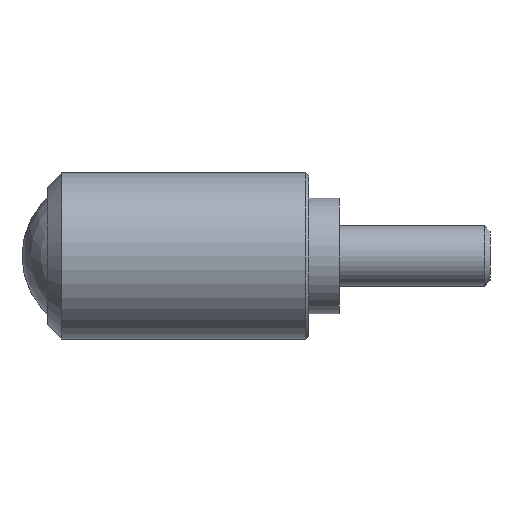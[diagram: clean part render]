
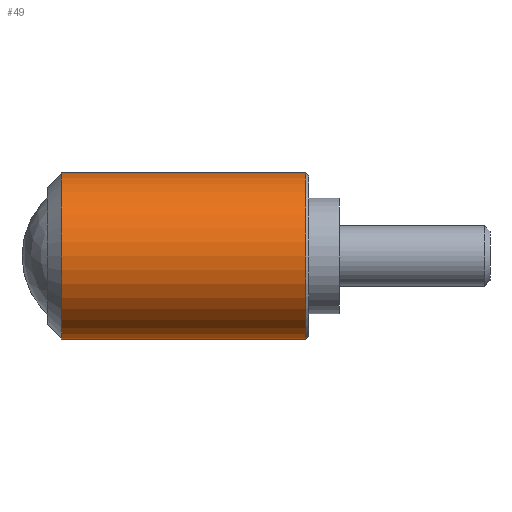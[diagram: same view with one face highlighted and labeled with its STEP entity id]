
A CAD part, left-side view. The second image highlights one B-rep face of the part: STEP entity #49.
In plain terms, the highlighted cylindrical face has radius 16.5 mm (diameter 33 mm), a full revolution.
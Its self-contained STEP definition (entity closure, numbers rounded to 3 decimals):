
#49 = ADVANCED_FACE( '', ( #103, #104, #105 ), #106, .T. );
#103 = FACE_OUTER_BOUND( '', #161, .T. );
#104 = FACE_BOUND( '', #162, .T. );
#105 = FACE_OUTER_BOUND( '', #163, .T. );
#106 = CYLINDRICAL_SURFACE( '', #164, 16.5 );
#161 = EDGE_LOOP( '', ( #225 ) );
#162 = EDGE_LOOP( '', ( #226 ) );
#163 = EDGE_LOOP( '', ( #227 ) );
#164 = AXIS2_PLACEMENT_3D( '', #228, #229, #230 );
#225 = ORIENTED_EDGE( '', *, *, #280, .F. );
#226 = ORIENTED_EDGE( '', *, *, #268, .F. );
#227 = ORIENTED_EDGE( '', *, *, #282, .T. );
#228 = CARTESIAN_POINT( '', ( 0., -30., 0. ) );
#229 = DIRECTION( '', ( 0., 1., 0. ) );
#230 = DIRECTION( '', ( 0., 0., -1. ) );
#268 = EDGE_CURVE( '', #295, #295, #296, .T. );
#280 = EDGE_CURVE( '', #312, #312, #313, .T. );
#282 = EDGE_CURVE( '', #315, #315, #316, .T. );
#295 = VERTEX_POINT( '', #332 );
#296 = B_SPLINE_CURVE_WITH_KNOTS( '', 3, ( #333, #334, #335, #336, #337, #338, #339, #340, #341, #342, #343, #344, #345, #346, #347, #348, #349, #350, #351, #352, #353, #354, #355, #356, #357, #358, #359, #360, #361, #362, #363, #364, #365, #366, #367, #368, #369, #370, #371, #372, #373, #374, #375, #376, #377, #378, #379, #380, #381, #382, #383, #384, #385, #386, #387, #388, #389, #390, #391, #392, #393, #394, #395, #396, #397, #398, #399, #400, #401, #402, #403, #404, #405, #406, #407, #408, #409, #410, #411, #412, #413, #414, #415, #416, #417 ), .UNSPECIFIED., .T., .F., ( 2, 2, 2, 2, 2, 2, 2, 2, 2, 2, 2, 2, 2, 2, 2, 2, 2, 2, 2, 2, 2, 2, 1, 2, 2, 2, 2, 2, 2, 2, 2, 2, 2, 2, 2, 2, 2, 2, 2, 2, 2, 2, 2, 2, 2 ), ( -0.001, 0., 0.001, 0.002, 0.003, 0.004, 0.004, 0.005, 0.006, 0.008, 0.008, 0.009, 0.01, 0.012, 0.013, 0.014, 0.015, 0.017, 0.017, 0.018, 0.019, 0.02, 0.021, 0.021, 0.022, 0.023, 0.024, 0.024, 0.026, 0.027, 0.028, 0.028, 0.03, 0.031, 0.032, 0.033, 0.034, 0.035, 0.036, 0.037, 0.037, 0.038, 0.04, 0.041, 0.042 ), .UNSPECIFIED. );
#312 = VERTEX_POINT( '', #433 );
#313 = CIRCLE( '', #434, 16.5 );
#315 = VERTEX_POINT( '', #436 );
#316 = CIRCLE( '', #437, 16.5 );
#332 = CARTESIAN_POINT( '', ( 15.166, 47., -6.5 ) );
#333 = CARTESIAN_POINT( '', ( 15.166, 46.566, -6.5 ) );
#334 = CARTESIAN_POINT( '', ( 15.166, 47.434, -6.5 ) );
#335 = CARTESIAN_POINT( '', ( 15.184, 47.86, -6.457 ) );
#336 = CARTESIAN_POINT( '', ( 15.237, 48.487, -6.331 ) );
#337 = CARTESIAN_POINT( '', ( 15.259, 48.694, -6.279 ) );
#338 = CARTESIAN_POINT( '', ( 15.31, 49.105, -6.154 ) );
#339 = CARTESIAN_POINT( '', ( 15.339, 49.307, -6.08 ) );
#340 = CARTESIAN_POINT( '', ( 15.435, 49.895, -5.835 ) );
#341 = CARTESIAN_POINT( '', ( 15.51, 50.267, -5.635 ) );
#342 = CARTESIAN_POINT( '', ( 15.632, 50.794, -5.282 ) );
#343 = CARTESIAN_POINT( '', ( 15.675, 50.965, -5.155 ) );
#344 = CARTESIAN_POINT( '', ( 15.76, 51.291, -4.887 ) );
#345 = CARTESIAN_POINT( '', ( 15.804, 51.447, -4.746 ) );
#346 = CARTESIAN_POINT( '', ( 15.933, 51.892, -4.301 ) );
#347 = CARTESIAN_POINT( '', ( 16.018, 52.16, -3.976 ) );
#348 = CARTESIAN_POINT( '', ( 16.177, 52.634, -3.269 ) );
#349 = CARTESIAN_POINT( '', ( 16.248, 52.834, -2.897 ) );
#350 = CARTESIAN_POINT( '', ( 16.338, 53.079, -2.312 ) );
#351 = CARTESIAN_POINT( '', ( 16.366, 53.151, -2.112 ) );
#352 = CARTESIAN_POINT( '', ( 16.413, 53.277, -1.703 ) );
#353 = CARTESIAN_POINT( '', ( 16.434, 53.33, -1.492 ) );
#354 = CARTESIAN_POINT( '', ( 16.483, 53.457, -0.861 ) );
#355 = CARTESIAN_POINT( '', ( 16.5, 53.499, -0.437 ) );
#356 = CARTESIAN_POINT( '', ( 16.5, 53.501, 0.421 ) );
#357 = CARTESIAN_POINT( '', ( 16.483, 53.457, 0.857 ) );
#358 = CARTESIAN_POINT( '', ( 16.418, 53.29, 1.694 ) );
#359 = CARTESIAN_POINT( '', ( 16.37, 53.166, 2.102 ) );
#360 = CARTESIAN_POINT( '', ( 16.249, 52.835, 2.895 ) );
#361 = CARTESIAN_POINT( '', ( 16.177, 52.635, 3.268 ) );
#362 = CARTESIAN_POINT( '', ( 16.02, 52.166, 3.968 ) );
#363 = CARTESIAN_POINT( '', ( 15.933, 51.894, 4.298 ) );
#364 = CARTESIAN_POINT( '', ( 15.761, 51.299, 4.894 ) );
#365 = CARTESIAN_POINT( '', ( 15.674, 50.975, 5.16 ) );
#366 = CARTESIAN_POINT( '', ( 15.552, 50.45, 5.513 ) );
#367 = CARTESIAN_POINT( '', ( 15.512, 50.266, 5.624 ) );
#368 = CARTESIAN_POINT( '', ( 15.438, 49.892, 5.825 ) );
#369 = CARTESIAN_POINT( '', ( 15.403, 49.701, 5.916 ) );
#370 = CARTESIAN_POINT( '', ( 15.308, 49.116, 6.16 ) );
#371 = CARTESIAN_POINT( '', ( 15.256, 48.711, 6.286 ) );
#372 = CARTESIAN_POINT( '', ( 15.202, 48.077, 6.414 ) );
#373 = CARTESIAN_POINT( '', ( 15.189, 47.863, 6.446 ) );
#374 = CARTESIAN_POINT( '', ( 15.171, 47.436, 6.489 ) );
#375 = CARTESIAN_POINT( '', ( 15.161, 47.009, 6.511 ) );
#376 = CARTESIAN_POINT( '', ( 15.17, 46.581, 6.49 ) );
#377 = CARTESIAN_POINT( '', ( 15.188, 46.153, 6.448 ) );
#378 = CARTESIAN_POINT( '', ( 15.201, 45.938, 6.416 ) );
#379 = CARTESIAN_POINT( '', ( 15.254, 45.306, 6.29 ) );
#380 = CARTESIAN_POINT( '', ( 15.306, 44.899, 6.166 ) );
#381 = CARTESIAN_POINT( '', ( 15.401, 44.31, 5.921 ) );
#382 = CARTESIAN_POINT( '', ( 15.437, 44.116, 5.829 ) );
#383 = CARTESIAN_POINT( '', ( 15.511, 43.741, 5.628 ) );
#384 = CARTESIAN_POINT( '', ( 15.55, 43.56, 5.519 ) );
#385 = CARTESIAN_POINT( '', ( 15.672, 43.035, 5.168 ) );
#386 = CARTESIAN_POINT( '', ( 15.759, 42.709, 4.901 ) );
#387 = CARTESIAN_POINT( '', ( 15.933, 42.108, 4.301 ) );
#388 = CARTESIAN_POINT( '', ( 16.018, 41.841, 3.977 ) );
#389 = CARTESIAN_POINT( '', ( 16.136, 41.489, 3.453 ) );
#390 = CARTESIAN_POINT( '', ( 16.173, 41.38, 3.273 ) );
#391 = CARTESIAN_POINT( '', ( 16.245, 41.178, 2.898 ) );
#392 = CARTESIAN_POINT( '', ( 16.278, 41.085, 2.704 ) );
#393 = CARTESIAN_POINT( '', ( 16.369, 40.839, 2.115 ) );
#394 = CARTESIAN_POINT( '', ( 16.417, 40.714, 1.709 ) );
#395 = CARTESIAN_POINT( '', ( 16.482, 40.544, 0.871 ) );
#396 = CARTESIAN_POINT( '', ( 16.5, 40.5, 0.435 ) );
#397 = CARTESIAN_POINT( '', ( 16.5, 40.5, -0.421 ) );
#398 = CARTESIAN_POINT( '', ( 16.484, 40.541, -0.847 ) );
#399 = CARTESIAN_POINT( '', ( 16.418, 40.71, -1.694 ) );
#400 = CARTESIAN_POINT( '', ( 16.37, 40.835, -2.104 ) );
#401 = CARTESIAN_POINT( '', ( 16.28, 41.08, -2.692 ) );
#402 = CARTESIAN_POINT( '', ( 16.247, 41.171, -2.884 ) );
#403 = CARTESIAN_POINT( '', ( 16.176, 41.372, -3.259 ) );
#404 = CARTESIAN_POINT( '', ( 16.138, 41.483, -3.443 ) );
#405 = CARTESIAN_POINT( '', ( 16.019, 41.836, -3.97 ) );
#406 = CARTESIAN_POINT( '', ( 15.934, 42.103, -4.295 ) );
#407 = CARTESIAN_POINT( '', ( 15.805, 42.549, -4.742 ) );
#408 = CARTESIAN_POINT( '', ( 15.761, 42.707, -4.885 ) );
#409 = CARTESIAN_POINT( '', ( 15.675, 43.034, -5.154 ) );
#410 = CARTESIAN_POINT( '', ( 15.633, 43.203, -5.28 ) );
#411 = CARTESIAN_POINT( '', ( 15.511, 43.726, -5.631 ) );
#412 = CARTESIAN_POINT( '', ( 15.436, 44.097, -5.831 ) );
#413 = CARTESIAN_POINT( '', ( 15.307, 44.887, -6.162 ) );
#414 = CARTESIAN_POINT( '', ( 15.255, 45.297, -6.287 ) );
#415 = CARTESIAN_POINT( '', ( 15.185, 46.133, -6.456 ) );
#416 = CARTESIAN_POINT( '', ( 15.166, 46.566, -6.5 ) );
#417 = CARTESIAN_POINT( '', ( 15.166, 47.434, -6.5 ) );
#433 = CARTESIAN_POINT( '', ( 0., 6.6, -16.5 ) );
#434 = AXIS2_PLACEMENT_3D( '', #468, #469, #470 );
#436 = CARTESIAN_POINT( '', ( 0., 55.1, -16.5 ) );
#437 = AXIS2_PLACEMENT_3D( '', #471, #472, #473 );
#468 = CARTESIAN_POINT( '', ( 0., 6.6, 0. ) );
#469 = DIRECTION( '', ( 0., -1., 0. ) );
#470 = DIRECTION( '', ( 0., 0., -1. ) );
#471 = CARTESIAN_POINT( '', ( 0., 55.1, 0. ) );
#472 = DIRECTION( '', ( 0., -1., 0. ) );
#473 = DIRECTION( '', ( 0., 0., -1. ) );
